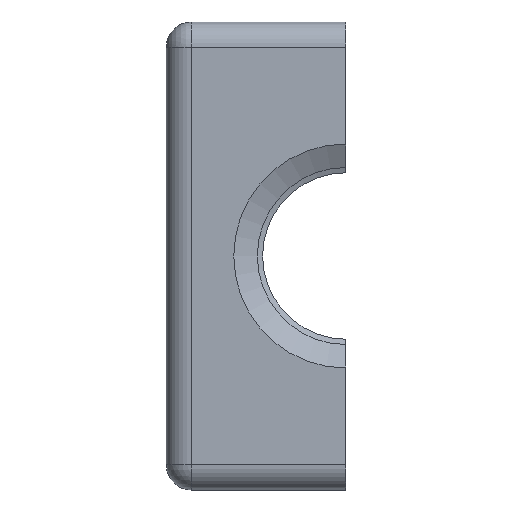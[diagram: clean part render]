
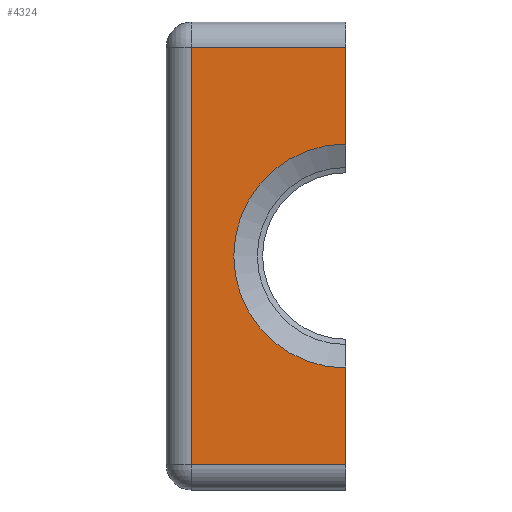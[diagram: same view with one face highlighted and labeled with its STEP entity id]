
A CAD part, left-side view. The second image highlights one B-rep face of the part: STEP entity #4324.
In plain terms, the highlighted planar face has unit normal (-1, 0, 0).
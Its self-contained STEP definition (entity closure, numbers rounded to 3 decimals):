
#52=PLANE('',#4612);
#253=FACE_OUTER_BOUND('',#507,.T.);
#507=EDGE_LOOP('',(#3343,#3344,#3345,#3346,#3347,#3348));
#744=CIRCLE('',#4613,5.518);
#1135=LINE('',#20141,#1422);
#1181=LINE('',#20296,#1468);
#1193=LINE('',#20403,#1480);
#1194=LINE('',#20405,#1481);
#1195=LINE('',#20406,#1482);
#1422=VECTOR('',#5194,1000.);
#1468=VECTOR('',#5248,1000.);
#1480=VECTOR('',#5288,1000.);
#1481=VECTOR('',#5289,1000.);
#1482=VECTOR('',#5290,1000.);
#1881=VERTEX_POINT('',#20138);
#1882=VERTEX_POINT('',#20140);
#1930=VERTEX_POINT('',#20293);
#1931=VERTEX_POINT('',#20295);
#1946=VERTEX_POINT('',#20402);
#1947=VERTEX_POINT('',#20404);
#2448=EDGE_CURVE('',#1882,#1881,#1135,.T.);
#2501=EDGE_CURVE('',#1931,#1930,#1181,.T.);
#2527=EDGE_CURVE('',#1930,#1882,#744,.T.);
#2528=EDGE_CURVE('',#1881,#1946,#1193,.T.);
#2529=EDGE_CURVE('',#1946,#1947,#1194,.T.);
#2530=EDGE_CURVE('',#1947,#1931,#1195,.T.);
#3343=ORIENTED_EDGE('',*,*,#2527,.T.);
#3344=ORIENTED_EDGE('',*,*,#2448,.T.);
#3345=ORIENTED_EDGE('',*,*,#2528,.T.);
#3346=ORIENTED_EDGE('',*,*,#2529,.T.);
#3347=ORIENTED_EDGE('',*,*,#2530,.T.);
#3348=ORIENTED_EDGE('',*,*,#2501,.T.);
#4324=ADVANCED_FACE('',(#253),#52,.F.);
#4612=AXIS2_PLACEMENT_3D('',#20400,#5284,#5285);
#4613=AXIS2_PLACEMENT_3D('',#20401,#5286,#5287);
#5194=DIRECTION('',(0.,0.,1.));
#5248=DIRECTION('',(0.,0.,1.));
#5284=DIRECTION('center_axis',(1.,0.,0.));
#5285=DIRECTION('ref_axis',(0.,1.,0.));
#5286=DIRECTION('center_axis',(1.,0.,0.));
#5287=DIRECTION('ref_axis',(0.,0.,-1.));
#5288=DIRECTION('',(0.,1.,0.));
#5289=DIRECTION('',(0.,0.,-1.));
#5290=DIRECTION('',(0.,-1.,0.));
#20138=CARTESIAN_POINT('',(102.855,8.845,21.549));
#20140=CARTESIAN_POINT('',(102.855,8.845,16.792));
#20141=CARTESIAN_POINT('',(102.855,8.845,11.399));
#20293=CARTESIAN_POINT('',(102.855,8.845,5.756));
#20295=CARTESIAN_POINT('',(102.855,8.845,0.999));
#20296=CARTESIAN_POINT('',(102.855,8.845,11.399));
#20400=CARTESIAN_POINT('Origin',(102.855,21.545,11.399));
#20401=CARTESIAN_POINT('Origin',(102.855,8.845,11.274));
#20402=CARTESIAN_POINT('',(102.855,16.44,21.549));
#20403=CARTESIAN_POINT('',(102.855,21.545,21.549));
#20404=CARTESIAN_POINT('',(102.855,16.44,0.999));
#20405=CARTESIAN_POINT('',(102.855,16.44,-1.426));
#20406=CARTESIAN_POINT('',(102.855,8.845,0.999));
